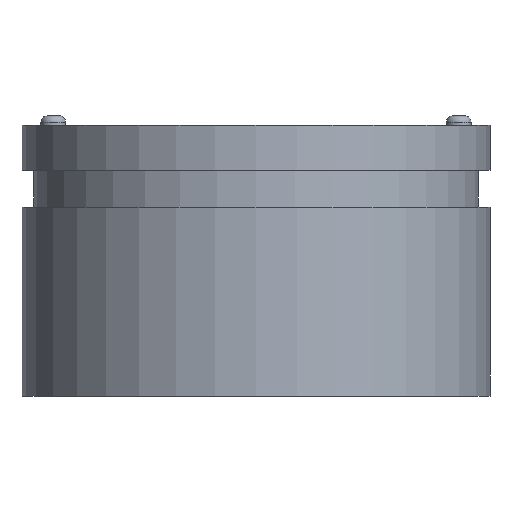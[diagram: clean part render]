
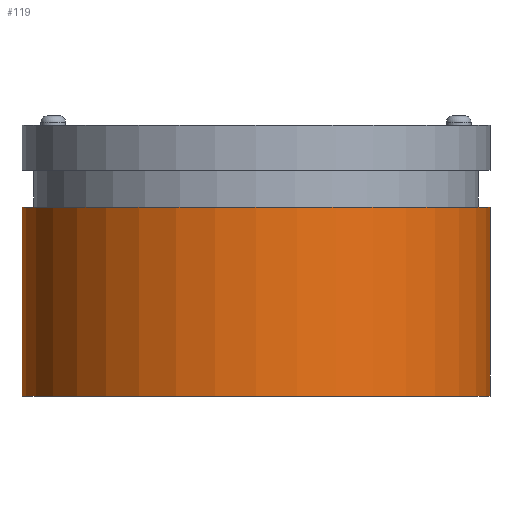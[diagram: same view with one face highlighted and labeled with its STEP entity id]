
A CAD part, front view. The second image highlights one B-rep face of the part: STEP entity #119.
In plain terms, the highlighted cylindrical face has radius 19 mm (diameter 38 mm), a full revolution.
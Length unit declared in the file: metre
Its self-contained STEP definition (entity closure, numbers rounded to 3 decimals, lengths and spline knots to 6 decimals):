
#119=ADVANCED_FACE('',(#250,#251),#252,.T.);
#250=FACE_OUTER_BOUND('',#378,.T.);
#251=FACE_OUTER_BOUND('',#379,.T.);
#252=CYLINDRICAL_SURFACE('',#380,0.019);
#378=EDGE_LOOP('',(#613));
#379=EDGE_LOOP('',(#614));
#380=AXIS2_PLACEMENT_3D('',#615,#616,#617);
#613=ORIENTED_EDGE('',*,*,#677,.F.);
#614=ORIENTED_EDGE('',*,*,#665,.T.);
#615=CARTESIAN_POINT('',(0.0,0.0,0.0));
#616=DIRECTION('',(0.0,0.0,-1.0));
#617=DIRECTION('',(1.0,0.0,0.0));
#665=EDGE_CURVE('',#780,#780,#781,.T.);
#677=EDGE_CURVE('',#796,#796,#797,.F.);
#780=VERTEX_POINT('',#910);
#781=CIRCLE('',#911,0.019);
#796=VERTEX_POINT('',#928);
#797=CIRCLE('',#929,0.019);
#910=CARTESIAN_POINT('',(0.019,0.0,-0.022));
#911=AXIS2_PLACEMENT_3D('',#1057,#1058,#1059);
#928=CARTESIAN_POINT('',(-0.019,0.,-0.006667));
#929=AXIS2_PLACEMENT_3D('',#1071,#1072,#1073);
#1057=CARTESIAN_POINT('',(0.0,0.0,-0.022));
#1058=DIRECTION('',(0.0,0.0,1.0));
#1059=DIRECTION('',(1.0,0.0,0.0));
#1071=CARTESIAN_POINT('',(0.0,0.0,-0.006667));
#1072=DIRECTION('',(-0.0,0.0,-1.0));
#1073=DIRECTION('',(-1.0,0.0,0.0));
